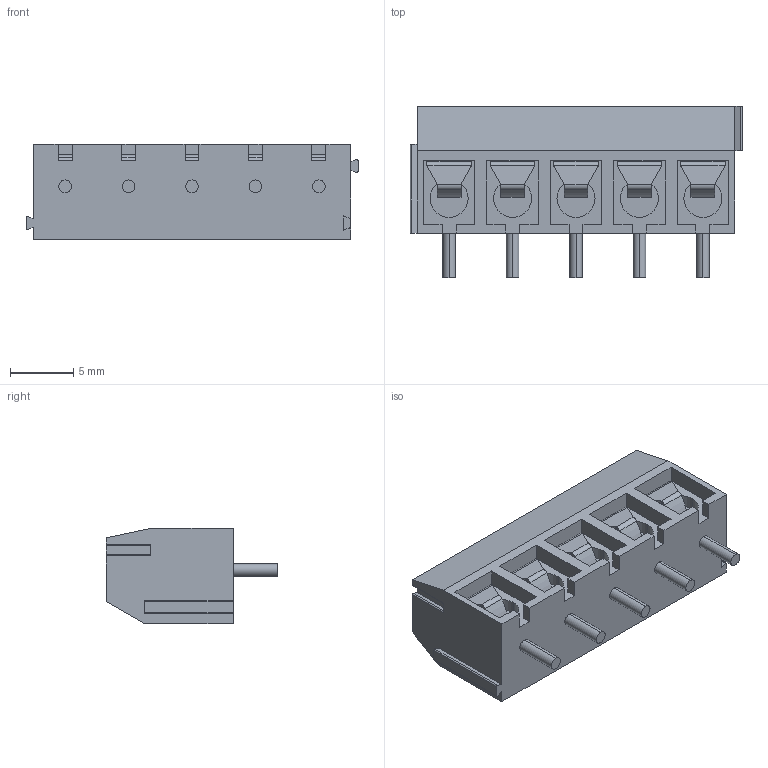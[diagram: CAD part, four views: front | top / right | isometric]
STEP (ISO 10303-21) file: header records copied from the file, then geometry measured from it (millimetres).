
FILE_DESCRIPTION((''),'2;1');
FILE_NAME('C-1776266-5','2018-06-25T',('workeradm'),('TE Connectivity Ltd.'),'CREO PARAMETRIC BY PTC INC, 2016050','CREO PARAMETRIC BY PTC INC, 2016050','');
FILE_SCHEMA(('AUTOMOTIVE_DESIGN { 1 0 10303 214 1 1 1 1 }'));
Length unit declared in the file: millimetre
Products named in the file (1): C-1776266-5
Bounding box: 26.16 x 13.5 x 7.5 mm (x, y, z)
Volume: 1590.4 mm3; surface area: 1389 mm2
Topology: 1 solids, 1 shells, 267 faces, 700 edges, 460 vertices
Faces by surface type: plane 139, cylinder 88, cone 20, torus 20
Entity records: 8673 total; most frequent: CARTESIAN_POINT 2028, ORIENTED_EDGE 1400, DIRECTION 1330, EDGE_CURVE 700, AXIS2_PLACEMENT_3D 463, VERTEX_POINT 460, VECTOR 404, LINE 404
